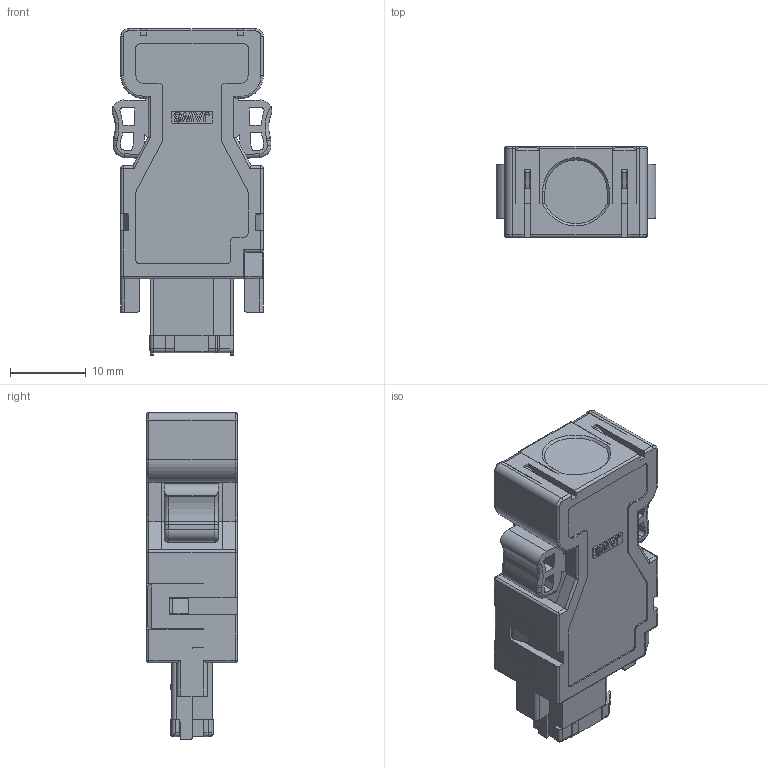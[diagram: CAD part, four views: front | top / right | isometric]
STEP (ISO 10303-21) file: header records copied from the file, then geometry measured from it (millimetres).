
FILE_DESCRIPTION (( 'STEP AP214' ), '1' );
FILE_NAME ('IEEE1394 Shell Only 1 Ext fil.STEP', '2020-05-21T12:09:24', ( '' ), ( '' ), 'SwSTEP 2.0', 'SolidWorks 2017', '' );
FILE_SCHEMA (( 'AUTOMOTIVE_DESIGN' ));
Length unit declared in the file: millimetre
Products named in the file (1): IEEE1394 Shell Only 1 Ext fil
Bounding box: 21.11 x 12 x 43.1 mm (x, y, z)
Volume: 7255.3 mm3; surface area: 4197.9 mm2
Topology: 1 solids, 2 shells, 767 faces, 2128 edges, 1367 vertices
Faces by surface type: plane 482, cylinder 162, bspline 102, torus 12, cone 6, sphere 3
Entity records: 25052 total; most frequent: CARTESIAN_POINT 6027, ORIENTED_EDGE 4226, DIRECTION 3545, EDGE_CURVE 2113, LINE 1557, VECTOR 1557, VERTEX_POINT 1367, AXIS2_PLACEMENT_3D 994
